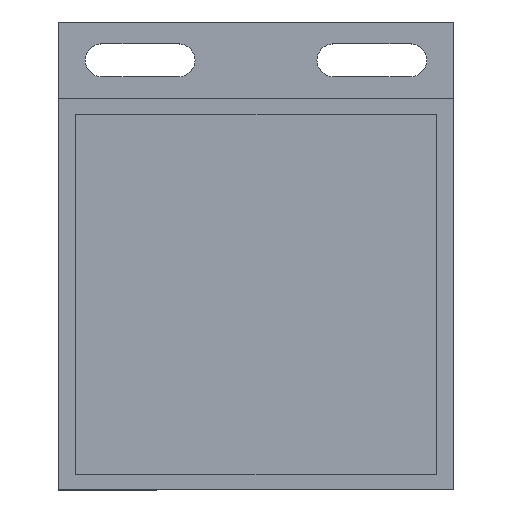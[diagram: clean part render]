
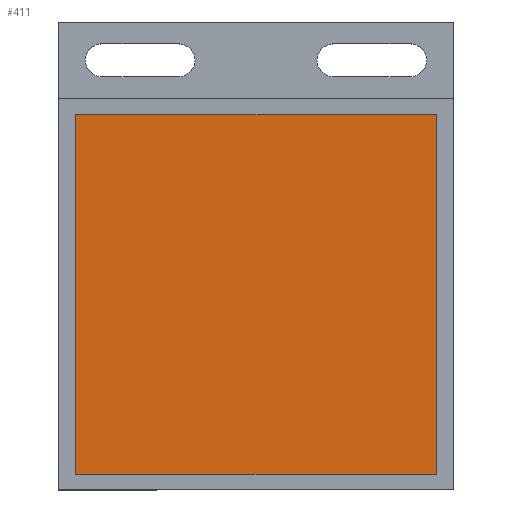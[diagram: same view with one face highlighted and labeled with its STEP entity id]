
A CAD part, top view. The second image highlights one B-rep face of the part: STEP entity #411.
In plain terms, the highlighted planar face has unit normal (0, 0, 1).
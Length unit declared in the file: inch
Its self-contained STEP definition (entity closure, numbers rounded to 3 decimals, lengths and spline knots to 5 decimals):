
#9 = CARTESIAN_POINT ( 'NONE',  ( 0.9252, -0.9252, 0.27165 ) ) ;
#14 = VERTEX_POINT ( 'NONE', #334 ) ;
#17 = EDGE_CURVE ( 'NONE', #359, #14, #541, .T. ) ;
#40 = DIRECTION ( 'NONE',  ( 0., 1., 0. ) ) ;
#100 = DIRECTION ( 'NONE',  ( 1., 0., 0. ) ) ;
#105 = VECTOR ( 'NONE', #40, 39.37008 ) ;
#113 = DIRECTION ( 'NONE',  ( 0., 0., -1. ) ) ;
#117 = FACE_OUTER_BOUND ( 'NONE', #532, .T. ) ;
#131 = VECTOR ( 'NONE', #100, 39.37008 ) ;
#146 = LINE ( 'NONE', #624, #105 ) ;
#166 = AXIS2_PLACEMENT_3D ( 'NONE', #583, #113, #649 ) ;
#206 = CARTESIAN_POINT ( 'NONE',  ( 0.9252, -0.9252, 0.27165 ) ) ;
#219 = EDGE_CURVE ( 'NONE', #693, #359, #289, .T. ) ;
#226 = DIRECTION ( 'NONE',  ( -1., 0., 0. ) ) ;
#230 = VECTOR ( 'NONE', #503, 39.37008 ) ;
#251 = CARTESIAN_POINT ( 'NONE',  ( 0.9252, 0.9252, 0.27165 ) ) ;
#255 = CARTESIAN_POINT ( 'NONE',  ( -0.9252, 0.9252, 0.27165 ) ) ;
#287 = EDGE_CURVE ( 'NONE', #14, #376, #146, .T. ) ;
#289 = LINE ( 'NONE', #614, #230 ) ;
#334 = CARTESIAN_POINT ( 'NONE',  ( -0.9252, -0.9252, 0.27165 ) ) ;
#340 = ORIENTED_EDGE ( 'NONE', *, *, #425, .F. ) ;
#359 = VERTEX_POINT ( 'NONE', #206 ) ;
#376 = VERTEX_POINT ( 'NONE', #255 ) ;
#411 = ADVANCED_FACE ( 'NONE', ( #117 ), #647, .F. ) ;
#425 = EDGE_CURVE ( 'NONE', #376, #693, #481, .T. ) ;
#457 = ORIENTED_EDGE ( 'NONE', *, *, #219, .F. ) ;
#481 = LINE ( 'NONE', #691, #131 ) ;
#503 = DIRECTION ( 'NONE',  ( 0., -1., 0. ) ) ;
#524 = VECTOR ( 'NONE', #226, 39.37008 ) ;
#532 = EDGE_LOOP ( 'NONE', ( #570, #457, #340, #579 ) ) ;
#541 = LINE ( 'NONE', #9, #524 ) ;
#570 = ORIENTED_EDGE ( 'NONE', *, *, #17, .F. ) ;
#579 = ORIENTED_EDGE ( 'NONE', *, *, #287, .F. ) ;
#583 = CARTESIAN_POINT ( 'NONE',  ( -0.9252, 0.9252, 0.27165 ) ) ;
#614 = CARTESIAN_POINT ( 'NONE',  ( 0.9252, 0.9252, 0.27165 ) ) ;
#624 = CARTESIAN_POINT ( 'NONE',  ( -0.9252, -0.9252, 0.27165 ) ) ;
#647 = PLANE ( 'NONE',  #166 ) ;
#649 = DIRECTION ( 'NONE',  ( -1., 0., 0. ) ) ;
#691 = CARTESIAN_POINT ( 'NONE',  ( -0.9252, 0.9252, 0.27165 ) ) ;
#693 = VERTEX_POINT ( 'NONE', #251 ) ;
